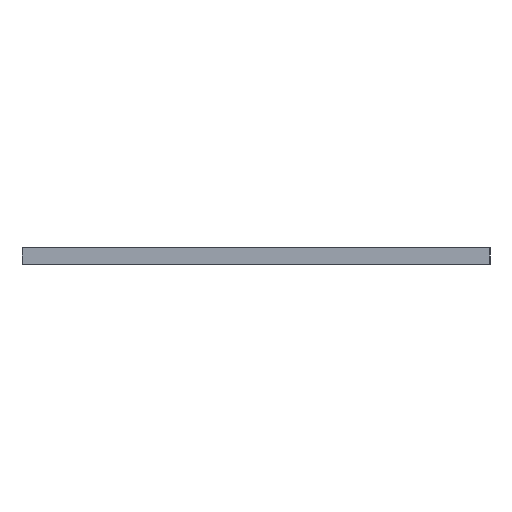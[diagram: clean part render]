
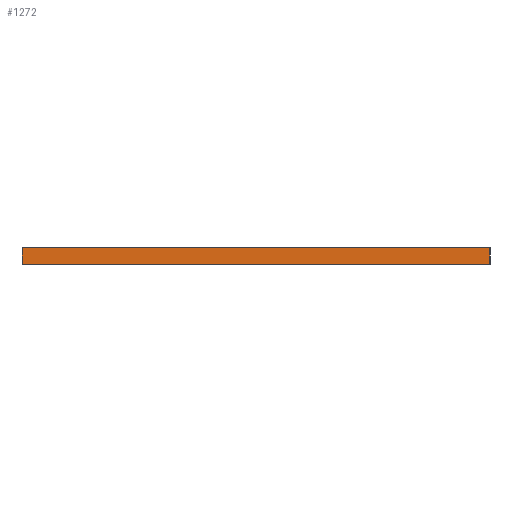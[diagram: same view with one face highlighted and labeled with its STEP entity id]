
A CAD part, left-side view. The second image highlights one B-rep face of the part: STEP entity #1272.
In plain terms, the highlighted planar face has unit normal (-1, 0, 0).
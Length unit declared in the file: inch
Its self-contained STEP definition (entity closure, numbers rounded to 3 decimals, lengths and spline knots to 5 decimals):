
#108=PLANE('',#1428);
#166=FACE_OUTER_BOUND('',#224,.T.);
#224=EDGE_LOOP('',(#1059,#1060,#1061,#1062));
#380=LINE('',#2119,#464);
#388=LINE('',#2134,#472);
#389=LINE('',#2136,#473);
#390=LINE('',#2137,#474);
#464=VECTOR('',#1780,0.3937);
#472=VECTOR('',#1792,0.3937);
#473=VECTOR('',#1795,0.3937);
#474=VECTOR('',#1796,0.3937);
#664=VERTEX_POINT('',#2116);
#665=VERTEX_POINT('',#2118);
#669=VERTEX_POINT('',#2130);
#670=VERTEX_POINT('',#2132);
#828=EDGE_CURVE('',#664,#665,#380,.T.);
#836=EDGE_CURVE('',#669,#670,#388,.T.);
#837=EDGE_CURVE('',#664,#669,#389,.T.);
#838=EDGE_CURVE('',#665,#670,#390,.T.);
#1059=ORIENTED_EDGE('',*,*,#837,.T.);
#1060=ORIENTED_EDGE('',*,*,#836,.T.);
#1061=ORIENTED_EDGE('',*,*,#838,.F.);
#1062=ORIENTED_EDGE('',*,*,#828,.F.);
#1272=ADVANCED_FACE('',(#166),#108,.T.);
#1428=AXIS2_PLACEMENT_3D('',#2135,#1793,#1794);
#1780=DIRECTION('',(0.,0.,1.));
#1792=DIRECTION('',(0.,0.,1.));
#1793=DIRECTION('center_axis',(-1.,0.,0.));
#1794=DIRECTION('ref_axis',(0.,-1.,0.));
#1795=DIRECTION('',(0.,-1.,0.));
#1796=DIRECTION('',(0.,-1.,0.));
#2116=CARTESIAN_POINT('',(0.,7.,0.));
#2118=CARTESIAN_POINT('',(0.,7.,0.25));
#2119=CARTESIAN_POINT('',(0.,7.,0.));
#2130=CARTESIAN_POINT('',(0.,0.,0.));
#2132=CARTESIAN_POINT('',(0.,0.,0.25));
#2134=CARTESIAN_POINT('',(0.,0.,0.));
#2135=CARTESIAN_POINT('Origin',(0.,7.,0.));
#2136=CARTESIAN_POINT('',(0.,7.,0.));
#2137=CARTESIAN_POINT('',(0.,7.,0.25));
